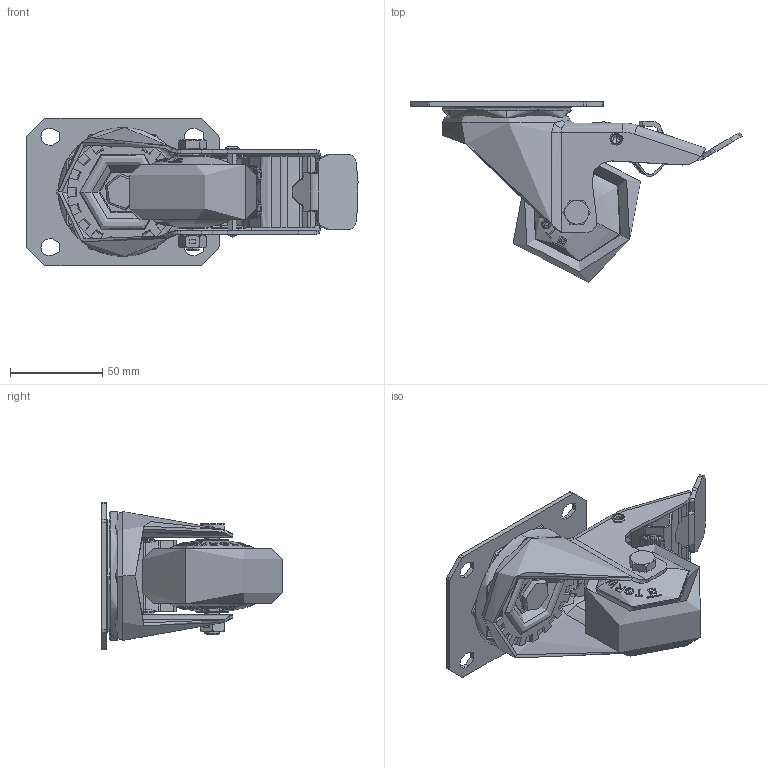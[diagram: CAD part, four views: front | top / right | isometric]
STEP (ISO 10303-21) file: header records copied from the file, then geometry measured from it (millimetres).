
FILE_DESCRIPTION (( 'STEP AP214' ), '1' );
FILE_NAME ('0056090.step', '2023-12-12T08:49:20', ( '' ), ( '' ), 'SwSTEP 2.0', 'SolidWorks 2020', '' );
FILE_SCHEMA (( 'AUTOMOTIVE_DESIGN' ));
Length unit declared in the file: millimetre
Products named in the file (1): 0056090
Bounding box: 180.21 x 97.9 x 80 mm (x, y, z)
Volume: 202571.9 mm3; surface area: 114242.2 mm2
Topology: 12 solids, 12 shells, 1556 faces, 4009 edges, 2510 vertices
Faces by surface type: bspline 460, plane 413, cylinder 380, torus 215, cone 84, sphere 4
Entity records: 88447 total; most frequent: CARTESIAN_POINT 36587, ORIENTED_EDGE 7982, DIRECTION 6154, EDGE_CURVE 3991, VERTEX_POINT 2510, AXIS2_PLACEMENT_3D 2430, EDGE_LOOP 1651, UNCERTAINTY_MEASURE_WITH_UNIT 1570
